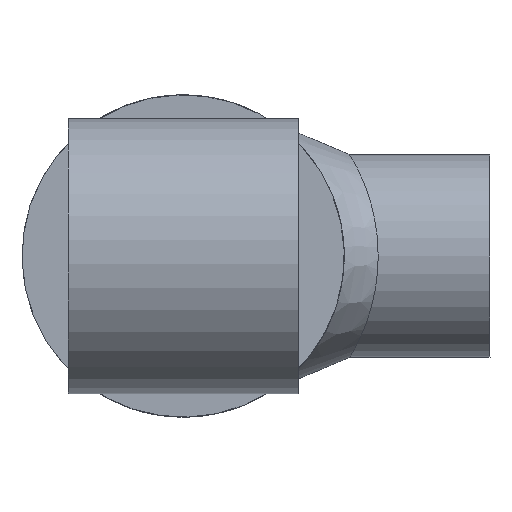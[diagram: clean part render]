
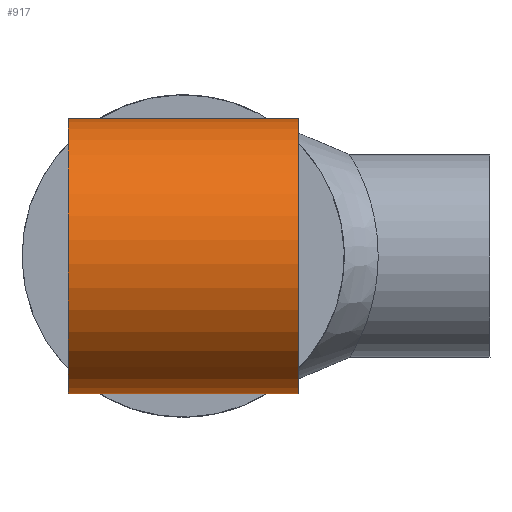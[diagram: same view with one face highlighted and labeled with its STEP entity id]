
A CAD part, left-side view. The second image highlights one B-rep face of the part: STEP entity #917.
In plain terms, the highlighted cylindrical face has radius 15 mm (diameter 30 mm), a full revolution.
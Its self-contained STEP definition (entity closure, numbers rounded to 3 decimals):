
#152=CYLINDRICAL_SURFACE('',#1139,15.);
#187=LINE('',#3668,#223);
#223=VECTOR('',#1346,15.);
#298=FACE_OUTER_BOUND('',#364,.T.);
#364=EDGE_LOOP('',(#837,#838,#839,#840));
#400=CIRCLE('',#1134,15.);
#402=CIRCLE('',#1138,15.);
#484=VERTEX_POINT('',#3658);
#486=VERTEX_POINT('',#3665);
#601=EDGE_CURVE('',#484,#484,#400,.T.);
#604=EDGE_CURVE('',#486,#486,#402,.T.);
#605=EDGE_CURVE('',#486,#484,#187,.T.);
#837=ORIENTED_EDGE('',*,*,#604,.F.);
#838=ORIENTED_EDGE('',*,*,#605,.T.);
#839=ORIENTED_EDGE('',*,*,#601,.T.);
#840=ORIENTED_EDGE('',*,*,#605,.F.);
#917=ADVANCED_FACE('',(#298),#152,.T.);
#1134=AXIS2_PLACEMENT_3D('',#3659,#1333,#1334);
#1138=AXIS2_PLACEMENT_3D('',#3666,#1342,#1343);
#1139=AXIS2_PLACEMENT_3D('',#3667,#1344,#1345);
#1333=DIRECTION('center_axis',(1.,0.,0.));
#1334=DIRECTION('ref_axis',(0.,1.,0.));
#1342=DIRECTION('center_axis',(1.,0.,0.));
#1343=DIRECTION('ref_axis',(0.,1.,0.));
#1344=DIRECTION('center_axis',(1.,0.,0.));
#1345=DIRECTION('ref_axis',(0.,1.,0.));
#1346=DIRECTION('',(-1.,0.,0.));
#3658=CARTESIAN_POINT('',(0.,-15.,0.));
#3659=CARTESIAN_POINT('Origin',(0.,0.,0.));
#3665=CARTESIAN_POINT('',(25.,-15.,0.));
#3666=CARTESIAN_POINT('Origin',(25.,0.,0.));
#3667=CARTESIAN_POINT('Origin',(0.,0.,0.));
#3668=CARTESIAN_POINT('',(0.,-15.,0.));
